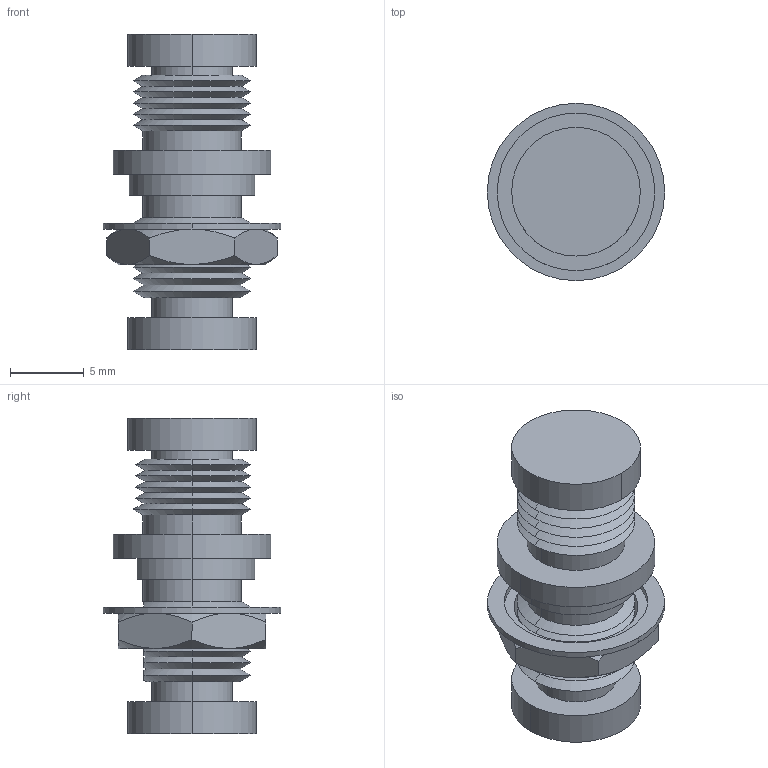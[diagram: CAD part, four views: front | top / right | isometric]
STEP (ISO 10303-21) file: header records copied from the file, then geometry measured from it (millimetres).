
FILE_DESCRIPTION (( 'STEP AP214' ), '1' );
FILE_NAME ('FOA-962A_3D.step', '2026-03-20T20:06:25', ( '' ), ( '' ), 'SwSTEP 2.0', 'SolidWorks 2025', '' );
FILE_SCHEMA (( 'AUTOMOTIVE_DESIGN' ));
Length unit declared in the file: inch
Products named in the file (5): 3AA02-003; FOA-962A; FOA-962-MA1; FOA-962A_3D; 3AA03-008
Assembly tree (5 placements, depth 2):
  FOA-962A_3D
    FOA-962A
    FOA-962-MA1  x2
    3AA03-008
    3AA02-003
Bounding box: 12 x 12 x 21.39 mm (x, y, z)
Volume: 876.3 mm3; surface area: 2074.3 mm2
Topology: 5 solids, 5 shells, 166 faces, 381 edges, 234 vertices
Faces by surface type: cone 81, plane 44, cylinder 41
Entity records: 4817 total; most frequent: CARTESIAN_POINT 1149, DIRECTION 747, ORIENTED_EDGE 726, EDGE_CURVE 363, AXIS2_PLACEMENT_3D 318, VERTEX_POINT 222, EDGE_LOOP 169, ADVANCED_FACE 156
